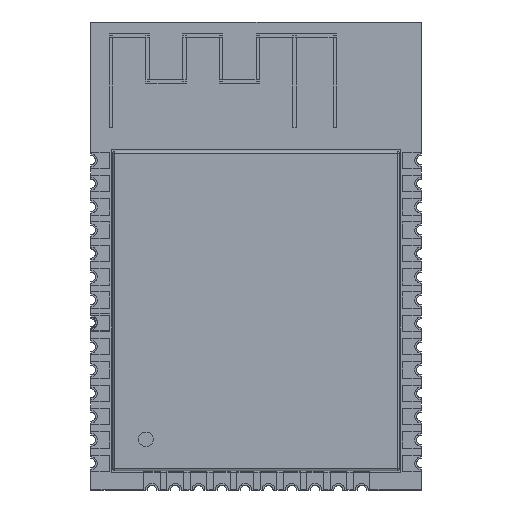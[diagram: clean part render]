
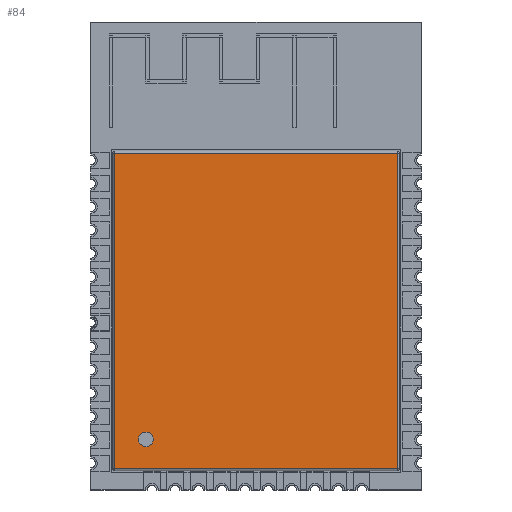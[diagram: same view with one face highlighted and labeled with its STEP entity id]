
A CAD part, top view. The second image highlights one B-rep face of the part: STEP entity #84.
In plain terms, the highlighted planar face has unit normal (0, 0, 1).
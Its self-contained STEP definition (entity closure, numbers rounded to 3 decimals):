
#22 = VERTEX_POINT('',#23);
#23 = CARTESIAN_POINT('',(-7.7,-8.6,3.1));
#32 = EDGE_CURVE('',#22,#33,#35,.T.);
#33 = VERTEX_POINT('',#34);
#34 = CARTESIAN_POINT('',(-7.7,8.6,3.1));
#35 = LINE('',#36,#37);
#36 = CARTESIAN_POINT('',(-7.7,-8.7,3.1));
#37 = VECTOR('',#38,1.);
#38 = DIRECTION('',(0.,1.,0.));
#84 = ADVANCED_FACE('',(#85,#110),#121,.T.);
#85 = FACE_BOUND('',#86,.T.);
#86 = EDGE_LOOP('',(#87,#88,#96,#104));
#87 = ORIENTED_EDGE('',*,*,#32,.F.);
#88 = ORIENTED_EDGE('',*,*,#89,.T.);
#89 = EDGE_CURVE('',#22,#90,#92,.T.);
#90 = VERTEX_POINT('',#91);
#91 = CARTESIAN_POINT('',(7.7,-8.6,3.1));
#92 = LINE('',#93,#94);
#93 = CARTESIAN_POINT('',(-7.8,-8.6,3.1));
#94 = VECTOR('',#95,1.);
#95 = DIRECTION('',(1.,0.,0.));
#96 = ORIENTED_EDGE('',*,*,#97,.T.);
#97 = EDGE_CURVE('',#90,#98,#100,.T.);
#98 = VERTEX_POINT('',#99);
#99 = CARTESIAN_POINT('',(7.7,8.6,3.1));
#100 = LINE('',#101,#102);
#101 = CARTESIAN_POINT('',(7.7,-8.7,3.1));
#102 = VECTOR('',#103,1.);
#103 = DIRECTION('',(0.,1.,0.));
#104 = ORIENTED_EDGE('',*,*,#105,.F.);
#105 = EDGE_CURVE('',#33,#98,#106,.T.);
#106 = LINE('',#107,#108);
#107 = CARTESIAN_POINT('',(-7.8,8.6,3.1));
#108 = VECTOR('',#109,1.);
#109 = DIRECTION('',(1.,0.,0.));
#110 = FACE_BOUND('',#111,.T.);
#111 = EDGE_LOOP('',(#112));
#112 = ORIENTED_EDGE('',*,*,#113,.F.);
#113 = EDGE_CURVE('',#114,#114,#116,.T.);
#114 = VERTEX_POINT('',#115);
#115 = CARTESIAN_POINT('',(-5.6,-7.,3.1));
#116 = CIRCLE('',#117,0.4);
#117 = AXIS2_PLACEMENT_3D('',#118,#119,#120);
#118 = CARTESIAN_POINT('',(-6.,-7.,3.1));
#119 = DIRECTION('',(0.,0.,1.));
#120 = DIRECTION('',(1.,0.,0.));
#121 = PLANE('',#122);
#122 = AXIS2_PLACEMENT_3D('',#123,#124,#125);
#123 = CARTESIAN_POINT('',(-7.8,-8.7,3.1));
#124 = DIRECTION('',(0.,0.,1.));
#125 = DIRECTION('',(1.,0.,0.));
